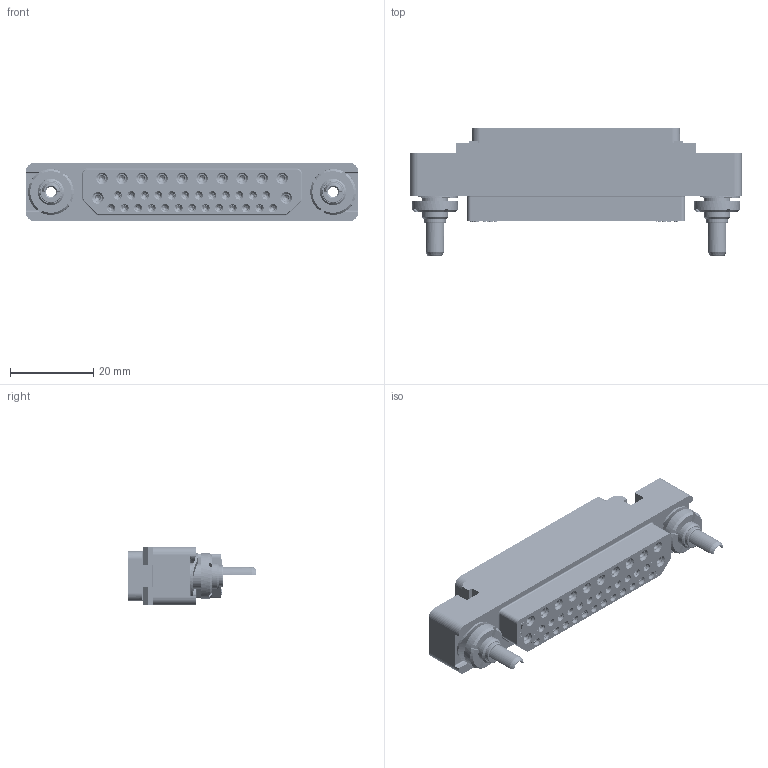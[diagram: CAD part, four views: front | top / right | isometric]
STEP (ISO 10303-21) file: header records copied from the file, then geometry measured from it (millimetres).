
FILE_DESCRIPTION((''),'2;1');
FILE_NAME('1900ND09S1B00E','2020-08-03T',('presta_be4'),(''),'CREO PARAMETRIC BY PTC INC, 2018360','CREO PARAMETRIC BY PTC INC, 2018360','');
FILE_SCHEMA(('CONFIG_CONTROL_DESIGN'));
Products named in the file (1): 1900ND09S1B00E
Bounding box: 80 x 30.77 x 14 mm (x, y, z)
Volume: 16385.5 mm3; surface area: 24504.1 mm2
Topology: 1 solids, 1 shells, 7348 faces, 18451 edges, 11231 vertices
Faces by surface type: plane 2591, torus 1686, cone 1633, cylinder 1412, extrusion 26
Entity records: 240601 total; most frequent: CARTESIAN_POINT 64380, DIRECTION 38234, ORIENTED_EDGE 36598, EDGE_CURVE 18299, AXIS2_PLACEMENT_3D 15462, VERTEX_POINT 11231, CIRCLE 8140, EDGE_LOOP 8010
